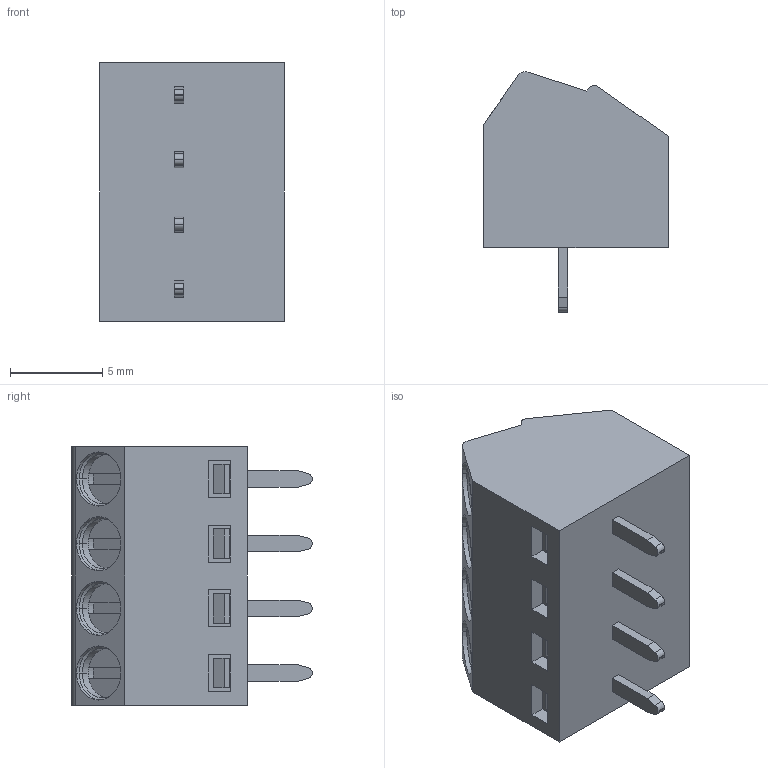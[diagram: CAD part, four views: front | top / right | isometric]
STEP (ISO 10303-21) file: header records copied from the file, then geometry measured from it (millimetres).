
FILE_DESCRIPTION((''),'2;1');
FILE_NAME('PRT0001','2024-12-06T',('sj'),(''),'PRO/ENGINEER BY PARAMETRIC TECHNOLOGY CORPORATION, 2013240','PRO/ENGINEER BY PARAMETRIC TECHNOLOGY CORPORATION, 2013240','');
FILE_SCHEMA(('AUTOMOTIVE_DESIGN_CC2 { 1 2 10303 214 -1 1 5 2 }'));
Length unit declared in the file: millimetre
Products named in the file (1): PRT0001
Bounding box: 10 x 13 x 14 mm (x, y, z)
Volume: 1071.4 mm3; surface area: 828.5 mm2
Topology: 1 solids, 1 shells, 239 faces, 587 edges, 378 vertices
Faces by surface type: plane 193, cylinder 38, cone 8
Entity records: 6955 total; most frequent: CARTESIAN_POINT 1222, ORIENTED_EDGE 1174, DIRECTION 1149, EDGE_CURVE 587, VECTOR 487, LINE 487, VERTEX_POINT 378, AXIS2_PLACEMENT_3D 331
